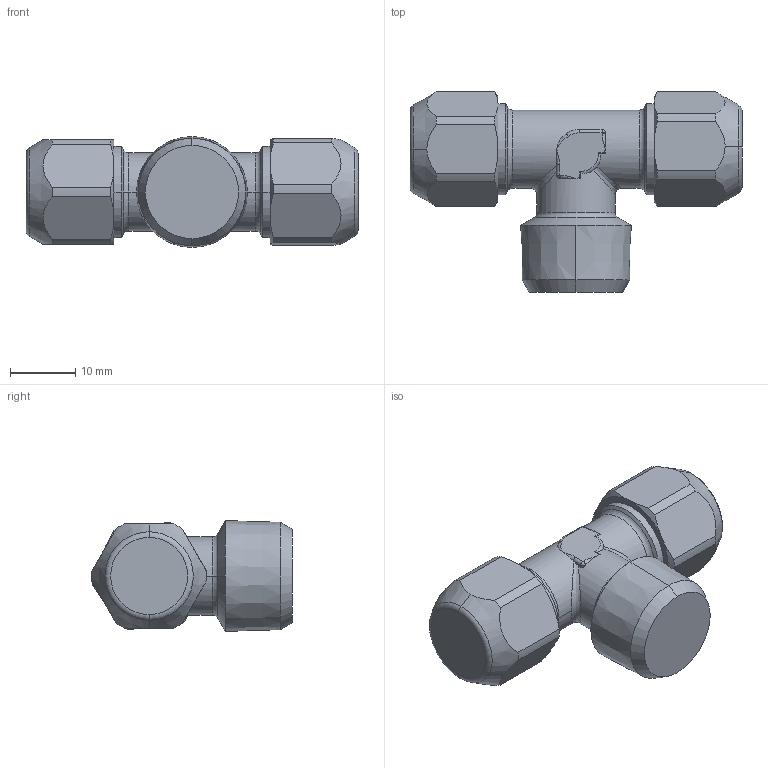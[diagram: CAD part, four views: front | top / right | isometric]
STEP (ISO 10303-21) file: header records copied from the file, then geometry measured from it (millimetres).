
FILE_DESCRIPTION (( 'STEP AP214' ), '1' );
FILE_NAME ('6120000009A.step', '2012-10-16T17:30:51', ( '' ), ( '' ), 'SwSTEP 2.0', 'SolidWorks 2012', '' );
FILE_SCHEMA (( 'AUTOMOTIVE_DESIGN' ));
Length unit declared in the file: millimetre
Products named in the file (1): 6120000009A
Bounding box: 51 x 30.85 x 17.02 mm (x, y, z)
Volume: 11515 mm3; surface area: 3730.7 mm2
Topology: 1 solids, 1 shells, 129 faces, 327 edges, 186 vertices
Faces by surface type: cylinder 40, plane 27, cone 26, torus 16, bspline 16, sphere 4
Entity records: 4440 total; most frequent: CARTESIAN_POINT 1562, ORIENTED_EDGE 622, DIRECTION 581, EDGE_CURVE 311, AXIS2_PLACEMENT_3D 248, VERTEX_POINT 186, CIRCLE 134, EDGE_LOOP 131
